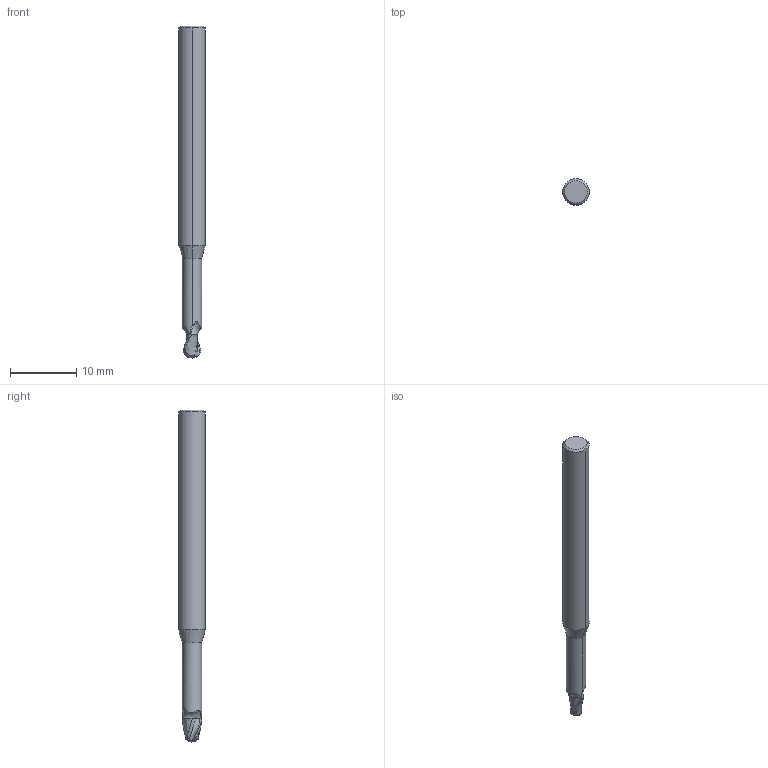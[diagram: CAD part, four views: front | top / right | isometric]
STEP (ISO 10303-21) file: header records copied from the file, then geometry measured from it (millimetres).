
FILE_DESCRIPTION(('no description'),'unknown implementation level');
FILE_NAME('EXN1-M17-0013-3X15-Detail.stp',' ',('CIMSOURCE GmbH'),('CADClick - KiM GmbH - www.kimweb.de'),'unknown preprocess','ACIS','unknown authorization');
FILE_SCHEMA(('automotive_design'));
Length unit declared in the file: millimetre
Products named in the file (2): NOCUT; CUT
Bounding box: 4 x 4 x 50 mm (x, y, z)
Volume: 517.8 mm3; surface area: 587.3 mm2
Topology: 2 solids, 2 shells, 61 faces, 168 edges, 107 vertices
Faces by surface type: bspline 16, cone 12, plane 11, revolution 10, cylinder 6, sphere 6
Entity records: 6216 total; most frequent: CARTESIAN_POINT 2962, STYLED_ITEM 334, PRESENTATION_STYLE_ASSIGNMENT 334, COLOUR_RGB 334, ORIENTED_EDGE 328, DIRECTION 222, EDGE_CURVE 164, CURVE_STYLE 164
